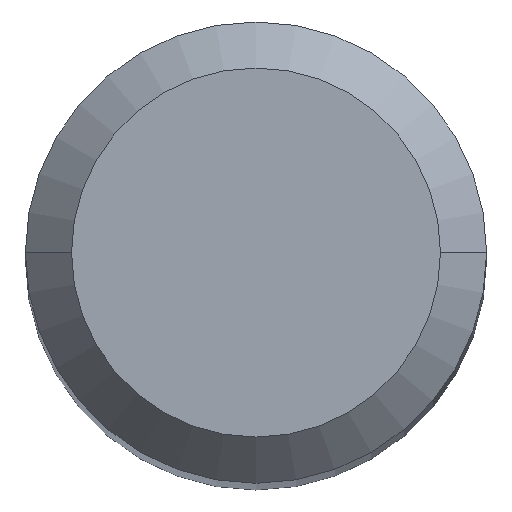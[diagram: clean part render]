
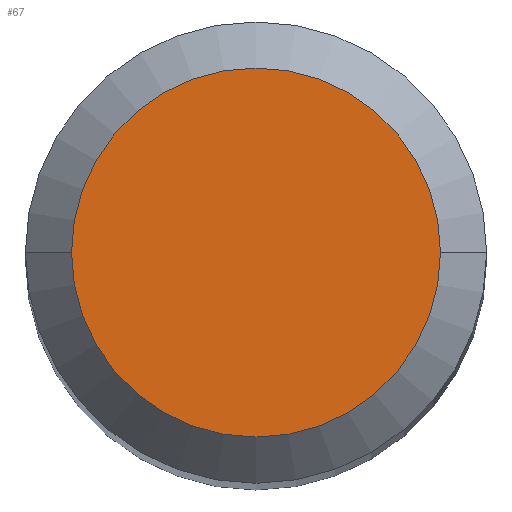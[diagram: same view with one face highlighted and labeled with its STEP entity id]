
A CAD part, top view. The second image highlights one B-rep face of the part: STEP entity #67.
In plain terms, the highlighted planar face has unit normal (0, 0, 1).
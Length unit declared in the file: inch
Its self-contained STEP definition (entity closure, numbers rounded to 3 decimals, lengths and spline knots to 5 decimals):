
#7 = EDGE_CURVE ( 'NONE', #435, #362, #287, .T. ) ;
#54 = CARTESIAN_POINT ( 'NONE',  ( 0., 0., 0. ) ) ;
#67 = ADVANCED_FACE ( 'NONE', ( #286 ), #170, .F. ) ;
#83 = CARTESIAN_POINT ( 'NONE',  ( 0., 0., 0. ) ) ;
#97 = AXIS2_PLACEMENT_3D ( 'NONE', #54, #135, #250 ) ;
#126 = AXIS2_PLACEMENT_3D ( 'NONE', #279, #469, #137 ) ;
#127 = CARTESIAN_POINT ( 'NONE',  ( -0.04724, 0., 0. ) ) ;
#135 = DIRECTION ( 'NONE',  ( 0., 0., 1. ) ) ;
#137 = DIRECTION ( 'NONE',  ( -1., 0., 0. ) ) ;
#162 = CARTESIAN_POINT ( 'NONE',  ( 0.04724, 0., 0. ) ) ;
#167 = DIRECTION ( 'NONE',  ( 1., 0., 0. ) ) ;
#170 = PLANE ( 'NONE',  #126 ) ;
#181 = AXIS2_PLACEMENT_3D ( 'NONE', #83, #241, #167 ) ;
#241 = DIRECTION ( 'NONE',  ( 0., 0., 1. ) ) ;
#250 = DIRECTION ( 'NONE',  ( 1., 0., 0. ) ) ;
#279 = CARTESIAN_POINT ( 'NONE',  ( 0., 0., 0. ) ) ;
#286 = FACE_OUTER_BOUND ( 'NONE', #402, .T. ) ;
#287 = CIRCLE ( 'NONE', #97, 0.04724 ) ;
#329 = CIRCLE ( 'NONE', #181, 0.04724 ) ;
#362 = VERTEX_POINT ( 'NONE', #162 ) ;
#381 = EDGE_CURVE ( 'NONE', #362, #435, #329, .T. ) ;
#390 = ORIENTED_EDGE ( 'NONE', *, *, #381, .T. ) ;
#402 = EDGE_LOOP ( 'NONE', ( #406, #390 ) ) ;
#406 = ORIENTED_EDGE ( 'NONE', *, *, #7, .T. ) ;
#435 = VERTEX_POINT ( 'NONE', #127 ) ;
#469 = DIRECTION ( 'NONE',  ( 0., 0., -1. ) ) ;
